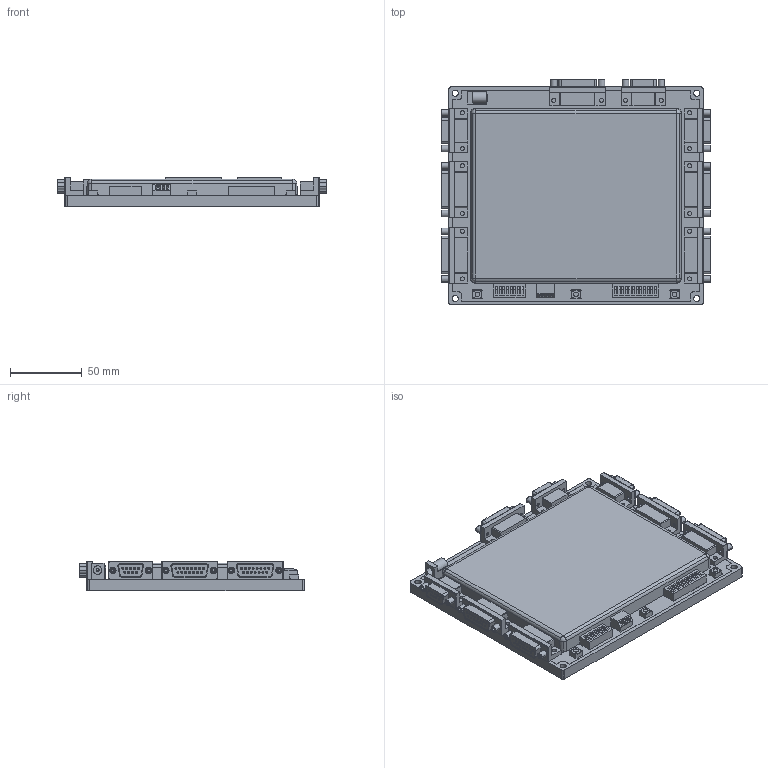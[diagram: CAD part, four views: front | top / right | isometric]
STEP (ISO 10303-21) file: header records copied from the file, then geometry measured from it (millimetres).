
FILE_DESCRIPTION((''),'2;1');
FILE_NAME('Operator Interface.stp','2006-01-01T21:02:24',('Owner'),(''),'Autodesk Inventor (R) 6.0','Autodesk Inventor (R) 6.0','');
FILE_SCHEMA(('AUTOMOTIVE_DESIGN { 1 0 10303 214 1 1 1 1 }'));
Length unit declared in the file: inch
Products named in the file (12): Operator Interface; Operator Interface Back Cover; Operator Interface PCB; Operator Interface Top Cover; 8 Position DIP Switch; 12 Position DIP Switch; Operator Interface 15F Dshell; Operator Interface 9F Dshell; Operator Interface 9M Dshell; PCB PB Switch; 4 Position Dip Switch; Operator Interface Power Connector
Assembly tree (18 placements, depth 2):
  Operator Interface
    Operator Interface Back Cover
    Operator Interface PCB
    Operator Interface Top Cover
    8 Position DIP Switch
    12 Position DIP Switch
    Operator Interface 15F Dshell  x5
    Operator Interface 9F Dshell  x2
    Operator Interface 9M Dshell
    PCB PB Switch  x3
    4 Position Dip Switch
    Operator Interface Power Connector
Bounding box: 188.6 x 157.8 x 20.33 mm (x, y, z)
Volume: 234360 mm3; surface area: 192394.7 mm2
Topology: 18 solids, 18 shells, 2093 faces, 4872 edges, 3141 vertices
Faces by surface type: plane 963, cylinder 579, bspline 287, cone 258, sphere 6
Entity records: 33947 total; most frequent: CARTESIAN_POINT 7280, DIRECTION 5452, ORIENTED_EDGE 5346, EDGE_CURVE 2673, VECTOR 1920, LINE 1920, AXIS2_PLACEMENT_3D 1766, VERTEX_POINT 1742
